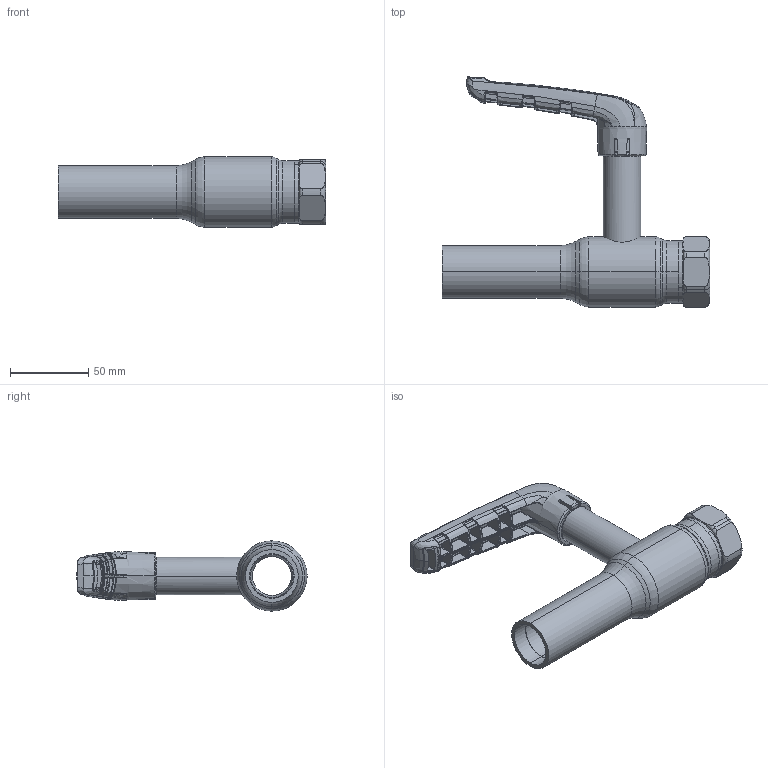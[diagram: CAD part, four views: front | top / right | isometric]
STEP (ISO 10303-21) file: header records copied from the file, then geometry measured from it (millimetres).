
FILE_DESCRIPTION (( 'STEP AP214' ), '1' );
FILE_NAME ('1025003601-2101.STEP', '2020-05-05T11:22:13', ( '' ), ( '' ), 'SwSTEP 2.0', 'SolidWorks 2019', '' );
FILE_SCHEMA (( 'AUTOMOTIVE_DESIGN' ));
Length unit declared in the file: millimetre
Products named in the file (20): 92A5014; 1025003601-2_002 Finished - OPEN; 9025410000; 9025013600_005 Endfinishing; 9025130000_20) Pipe assembly; 9032050001_Uden snap; 9032520001; 9025003609_007 Finished - OPEN; 9032180001; 1025003601-2101; 9025090000_Uden snap; 9025000107_Open; 9025000101_Inserted; 9025140000; 9032500002_9032500002-Black; 9025020001; 1025003601_002 Finished - OPEN; 9032520000_9032520000-Red; 9032170000
Assembly tree (24 placements, depth 6):
  1025003601-2101
    1025003601-2_002 Finished - OPEN
      1025003601_002 Finished - OPEN
        9025003609_007 Finished - OPEN
          9025013600_005 Endfinishing
          9025000107_Open
            9025090000_Uden snap
            92A5014  x2
            9032170000
            9032180001  x3
            9032050001_Uden snap
          9025020001
          9025000101_Inserted
            9025130000_20) Pipe assembly
            9025140000
          9025000101_Inserted
            9025130000_20) Pipe assembly
            9025140000
        9025410000
    9032500002_9032500002-Black
    9032520001
      9032520000_9032520000-Red
Bounding box: 171 x 147.31 x 45 mm (x, y, z)
Volume: 144331.8 mm3; surface area: 107986.7 mm2
Topology: 18 solids, 18 shells, 1913 faces, 4621 edges, 2733 vertices
Faces by surface type: bspline 1016, plane 339, cylinder 262, cone 117, torus 110, sphere 69
Entity records: 94217 total; most frequent: CARTESIAN_POINT 58389, ORIENTED_EDGE 8782, DIRECTION 4853, EDGE_CURVE 4391, VERTEX_POINT 2609, B_SPLINE_CURVE_WITH_KNOTS 2349, AXIS2_PLACEMENT_3D 2008, EDGE_LOOP 1884
